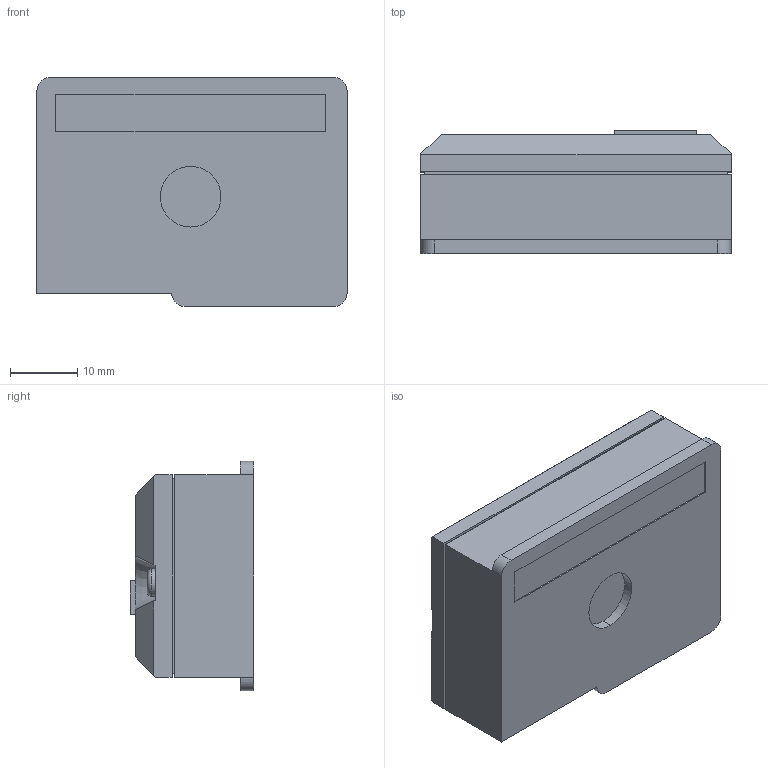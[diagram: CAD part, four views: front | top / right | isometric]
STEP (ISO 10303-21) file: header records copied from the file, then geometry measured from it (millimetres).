
FILE_DESCRIPTION (( 'STEP AP214' ), '1' );
FILE_NAME ('GP2Y1010AU0F.STEP', '2021-11-05T21:51:33', ( '' ), ( '' ), 'SwSTEP 2.0', 'SolidWorks 2017', '' );
FILE_SCHEMA (( 'AUTOMOTIVE_DESIGN' ));
Length unit declared in the file: millimetre
Products named in the file (1): GP2Y1010AU0F
Bounding box: 46 x 18.3 x 34 mm (x, y, z)
Volume: 20312.8 mm3; surface area: 10455.2 mm2
Topology: 13 solids, 13 shells, 211 faces, 548 edges, 355 vertices
Faces by surface type: plane 146, cylinder 45, sphere 14, torus 4, cone 2
Entity records: 6749 total; most frequent: CARTESIAN_POINT 1205, ORIENTED_EDGE 1048, DIRECTION 1040, EDGE_CURVE 524, VECTOR 372, LINE 372, VERTEX_POINT 343, AXIS2_PLACEMENT_3D 334
